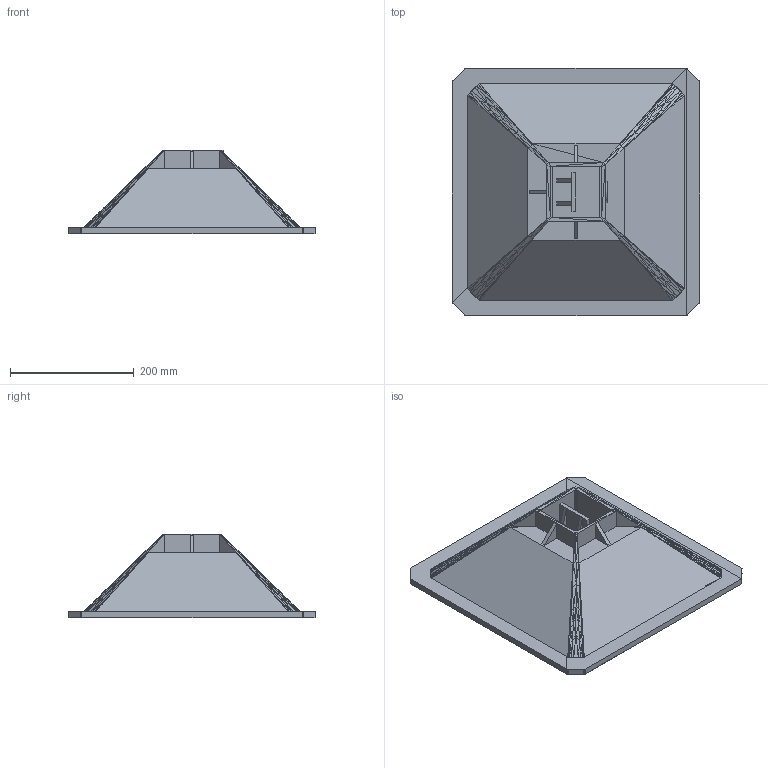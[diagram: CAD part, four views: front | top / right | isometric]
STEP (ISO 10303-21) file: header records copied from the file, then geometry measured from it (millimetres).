
FILE_DESCRIPTION (( 'STEP AP214' ), '1' );
FILE_NAME ('R605-387.STEP', '2024-06-18T10:37:06', ( '' ), ( '' ), 'SwSTEP 2.0', 'SolidWorks 2024', '' );
FILE_SCHEMA (( 'AUTOMOTIVE_DESIGN' ));
Length unit declared in the file: millimetre
Products named in the file (1): R605-387
Bounding box: 400 x 400 x 135 mm (x, y, z)
Surface area: 702595.3 mm2 (no closed solid volume)
Topology: 0 solids, 692 shells, 692 faces, 2448 edges, 2448 vertices
Faces by surface type: plane 692
Entity records: 25831 total; most frequent: CARTESIAN_POINT 5589, DIRECTION 3834, VERTEX_POINT 2448, EDGE_CURVE 2448, VECTOR 2448, ORIENTED_EDGE 2448, LINE 2448, AXIS2_PLACEMENT_3D 693
